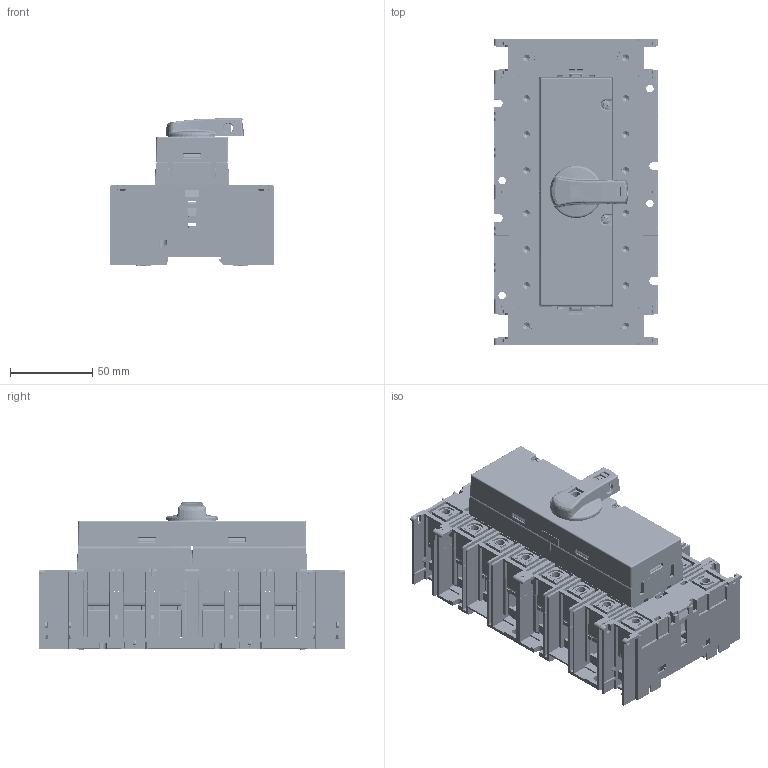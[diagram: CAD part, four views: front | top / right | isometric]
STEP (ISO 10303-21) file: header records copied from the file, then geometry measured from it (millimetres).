
FILE_DESCRIPTION(/* description */ (''),/* implementation_level */ '2;1');
FILE_NAME(/* name */ 'FILE_STP_CAD_DRAWING_3D-GA080-160ET8_prt.stp',/* time_stamp */ '2022-01-24T08:26:56+01:00',/* author */ (''),/* organization */ (''),/* preprocessor_version */ 'ST-DEVELOPER v16.7',/* originating_system */ 'SIEMENS PLM Software NX 12.0',/* authorisation */ '');
FILE_SCHEMA (('AUTOMOTIVE_DESIGN { 1 0 10303 214 3 1 1 1 }'));
Products named in the file (1): 3D-GA080-160ET8
Bounding box: 100 x 186.2 x 89.75 mm (x, y, z)
Surface area: 344569.3 mm2 (no closed solid volume)
Topology: 0 solids, 105 shells, 9603 faces, 29092 edges, 20085 vertices
Faces by surface type: plane 7551, cylinder 1323, bspline 295, cone 253, sphere 98, torus 83
Full cylindrical faces by diameter (mm): 1.8 x8, 2 x2, 4.6 x4, 5.15 x12, 5.3 x4, 5.4 x2, 5.8 x2, 5.9 x16, 6 x8, 6.2 x2, 6.81 x16, 8 x32, 8.3 x12, 8.318 x4, 9 x16, 9.2 x16, 9.5 x16
Entity records: 329128 total; most frequent: CARTESIAN_POINT 70560, ORIENTED_EDGE 52435, DIRECTION 50005, EDGE_CURVE 28623, LINE 23715, VECTOR 23715, VERTEX_POINT 20015, AXIS2_PLACEMENT_3D 13145
